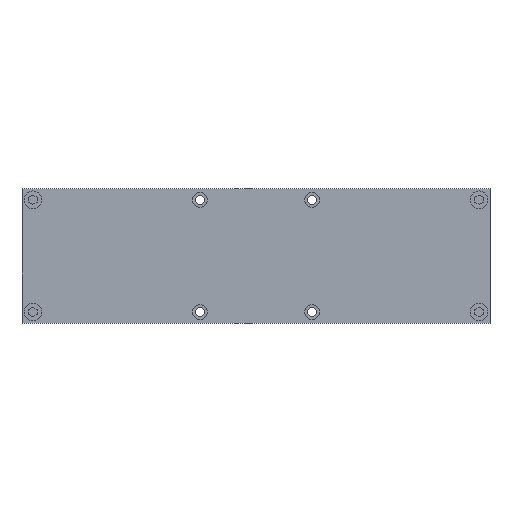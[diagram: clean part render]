
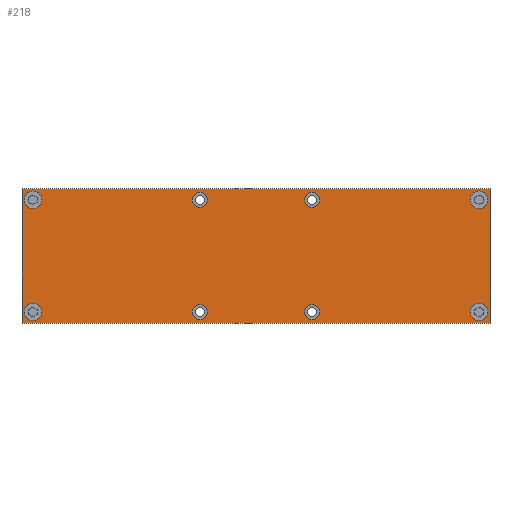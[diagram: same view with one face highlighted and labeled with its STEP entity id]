
A CAD part, top view. The second image highlights one B-rep face of the part: STEP entity #218.
In plain terms, the highlighted planar face has unit normal (0, 0, 1).
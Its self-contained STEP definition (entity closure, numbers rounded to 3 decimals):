
#218 = ADVANCED_FACE( '', ( #487, #488, #489, #490, #491, #492, #493, #494, #495 ), #496, .F. );
#487 = FACE_OUTER_BOUND( '', #784, .T. );
#488 = FACE_BOUND( '', #785, .T. );
#489 = FACE_BOUND( '', #786, .T. );
#490 = FACE_BOUND( '', #787, .T. );
#491 = FACE_BOUND( '', #788, .T. );
#492 = FACE_BOUND( '', #789, .T. );
#493 = FACE_BOUND( '', #790, .T. );
#494 = FACE_BOUND( '', #791, .T. );
#495 = FACE_BOUND( '', #792, .T. );
#496 = PLANE( '', #793 );
#784 = EDGE_LOOP( '', ( #1280, #1281, #1282, #1283 ) );
#785 = EDGE_LOOP( '', ( #1284 ) );
#786 = EDGE_LOOP( '', ( #1285 ) );
#787 = EDGE_LOOP( '', ( #1286 ) );
#788 = EDGE_LOOP( '', ( #1287 ) );
#789 = EDGE_LOOP( '', ( #1288 ) );
#790 = EDGE_LOOP( '', ( #1289 ) );
#791 = EDGE_LOOP( '', ( #1290 ) );
#792 = EDGE_LOOP( '', ( #1291 ) );
#793 = AXIS2_PLACEMENT_3D( '', #1292, #1293, #1294 );
#1280 = ORIENTED_EDGE( '', *, *, #1600, .F. );
#1281 = ORIENTED_EDGE( '', *, *, #1561, .F. );
#1282 = ORIENTED_EDGE( '', *, *, #1615, .F. );
#1283 = ORIENTED_EDGE( '', *, *, #1572, .F. );
#1284 = ORIENTED_EDGE( '', *, *, #1619, .T. );
#1285 = ORIENTED_EDGE( '', *, *, #1620, .F. );
#1286 = ORIENTED_EDGE( '', *, *, #1576, .F. );
#1287 = ORIENTED_EDGE( '', *, *, #1553, .T. );
#1288 = ORIENTED_EDGE( '', *, *, #1568, .F. );
#1289 = ORIENTED_EDGE( '', *, *, #1612, .F. );
#1290 = ORIENTED_EDGE( '', *, *, #1540, .F. );
#1291 = ORIENTED_EDGE( '', *, *, #1474, .F. );
#1292 = CARTESIAN_POINT( '', ( -171., 49., 11.5 ) );
#1293 = DIRECTION( '', ( 0., 0., -1. ) );
#1294 = DIRECTION( '', ( 0., -1., 0. ) );
#1474 = EDGE_CURVE( '', #1711, #1711, #1712, .T. );
#1540 = EDGE_CURVE( '', #1816, #1816, #1817, .T. );
#1553 = EDGE_CURVE( '', #1837, #1837, #1838, .T. );
#1561 = EDGE_CURVE( '', #1847, #1849, #1850, .T. );
#1568 = EDGE_CURVE( '', #1859, #1859, #1860, .T. );
#1572 = EDGE_CURVE( '', #1863, #1865, #1866, .T. );
#1576 = EDGE_CURVE( '', #1871, #1871, #1872, .T. );
#1600 = EDGE_CURVE( '', #1849, #1863, #1905, .T. );
#1612 = EDGE_CURVE( '', #1921, #1921, #1922, .T. );
#1615 = EDGE_CURVE( '', #1865, #1847, #1925, .T. );
#1619 = EDGE_CURVE( '', #1929, #1929, #1930, .T. );
#1620 = EDGE_CURVE( '', #1931, #1931, #1932, .T. );
#1711 = VERTEX_POINT( '', #2074 );
#1712 = CIRCLE( '', #2075, 4. );
#1816 = VERTEX_POINT( '', #2277 );
#1817 = CIRCLE( '', #2278, 4. );
#1837 = VERTEX_POINT( '', #2305 );
#1838 = CIRCLE( '', #2306, 5.5 );
#1847 = VERTEX_POINT( '', #2319 );
#1849 = VERTEX_POINT( '', #2322 );
#1850 = LINE( '', #2323, #2324 );
#1859 = VERTEX_POINT( '', #2369 );
#1860 = CIRCLE( '', #2370, 4. );
#1863 = VERTEX_POINT( '', #2373 );
#1865 = VERTEX_POINT( '', #2376 );
#1866 = LINE( '', #2377, #2378 );
#1871 = VERTEX_POINT( '', #2384 );
#1872 = CIRCLE( '', #2385, 5.5 );
#1905 = LINE( '', #2423, #2424 );
#1921 = VERTEX_POINT( '', #2443 );
#1922 = CIRCLE( '', #2444, 4. );
#1925 = LINE( '', #2447, #2448 );
#1929 = VERTEX_POINT( '', #2453 );
#1930 = CIRCLE( '', #2454, 5.5 );
#1931 = VERTEX_POINT( '', #2455 );
#1932 = CIRCLE( '', #2456, 5.5 );
#2074 = CARTESIAN_POINT( '', ( 167., 41., 11.5 ) );
#2075 = AXIS2_PLACEMENT_3D( '', #2544, #2545, #2546 );
#2277 = CARTESIAN_POINT( '', ( -167., 41., 11.5 ) );
#2278 = AXIS2_PLACEMENT_3D( '', #2612, #2613, #2614 );
#2305 = CARTESIAN_POINT( '', ( 46.5, 41., 11.5 ) );
#2306 = AXIS2_PLACEMENT_3D( '', #2625, #2626, #2627 );
#2319 = CARTESIAN_POINT( '', ( 171., -49., 11.5 ) );
#2322 = CARTESIAN_POINT( '', ( -171., -49., 11.5 ) );
#2323 = CARTESIAN_POINT( '', ( 171., -49., 11.5 ) );
#2324 = VECTOR( '', #2633, 1000. );
#2369 = CARTESIAN_POINT( '', ( -159., -41., 11.5 ) );
#2370 = AXIS2_PLACEMENT_3D( '', #2637, #2638, #2639 );
#2373 = CARTESIAN_POINT( '', ( -171., 49., 11.5 ) );
#2376 = CARTESIAN_POINT( '', ( 171., 49., 11.5 ) );
#2377 = CARTESIAN_POINT( '', ( -171., 49., 11.5 ) );
#2378 = VECTOR( '', #2641, 1000. );
#2384 = CARTESIAN_POINT( '', ( -46.5, 41., 11.5 ) );
#2385 = AXIS2_PLACEMENT_3D( '', #2646, #2647, #2648 );
#2423 = CARTESIAN_POINT( '', ( -171., -49., 11.5 ) );
#2424 = VECTOR( '', #2675, 1000. );
#2443 = CARTESIAN_POINT( '', ( 167., -41., 11.5 ) );
#2444 = AXIS2_PLACEMENT_3D( '', #2685, #2686, #2687 );
#2447 = CARTESIAN_POINT( '', ( 171., 49., 11.5 ) );
#2448 = VECTOR( '', #2688, 1000. );
#2453 = CARTESIAN_POINT( '', ( -46.5, -41., 11.5 ) );
#2454 = AXIS2_PLACEMENT_3D( '', #2690, #2691, #2692 );
#2455 = CARTESIAN_POINT( '', ( 46.5, -41., 11.5 ) );
#2456 = AXIS2_PLACEMENT_3D( '', #2693, #2694, #2695 );
#2544 = CARTESIAN_POINT( '', ( 163., 41., 11.5 ) );
#2545 = DIRECTION( '', ( 0., 0., 1. ) );
#2546 = DIRECTION( '', ( 1., 0., 0. ) );
#2612 = CARTESIAN_POINT( '', ( -163., 41., 11.5 ) );
#2613 = DIRECTION( '', ( 0., 0., 1. ) );
#2614 = DIRECTION( '', ( -1., 0., 0. ) );
#2625 = CARTESIAN_POINT( '', ( 41., 41., 11.5 ) );
#2626 = DIRECTION( '', ( 0., 0., -1. ) );
#2627 = DIRECTION( '', ( 1., 0., 0. ) );
#2633 = DIRECTION( '', ( -1., 0., 0. ) );
#2637 = CARTESIAN_POINT( '', ( -163., -41., 11.5 ) );
#2638 = DIRECTION( '', ( 0., 0., 1. ) );
#2639 = DIRECTION( '', ( 1., 0., 0. ) );
#2641 = DIRECTION( '', ( 1., 0., 0. ) );
#2646 = CARTESIAN_POINT( '', ( -41., 41., 11.5 ) );
#2647 = DIRECTION( '', ( 0., 0., 1. ) );
#2648 = DIRECTION( '', ( -1., 0., 0. ) );
#2675 = DIRECTION( '', ( 0., 1., 0. ) );
#2685 = CARTESIAN_POINT( '', ( 163., -41., 11.5 ) );
#2686 = DIRECTION( '', ( 0., 0., 1. ) );
#2687 = DIRECTION( '', ( 1., 0., 0. ) );
#2688 = DIRECTION( '', ( 0., -1., 0. ) );
#2690 = CARTESIAN_POINT( '', ( -41., -41., 11.5 ) );
#2691 = DIRECTION( '', ( 0., 0., -1. ) );
#2692 = DIRECTION( '', ( -1., 0., 0. ) );
#2693 = CARTESIAN_POINT( '', ( 41., -41., 11.5 ) );
#2694 = DIRECTION( '', ( 0., 0., 1. ) );
#2695 = DIRECTION( '', ( 1., 0., 0. ) );
